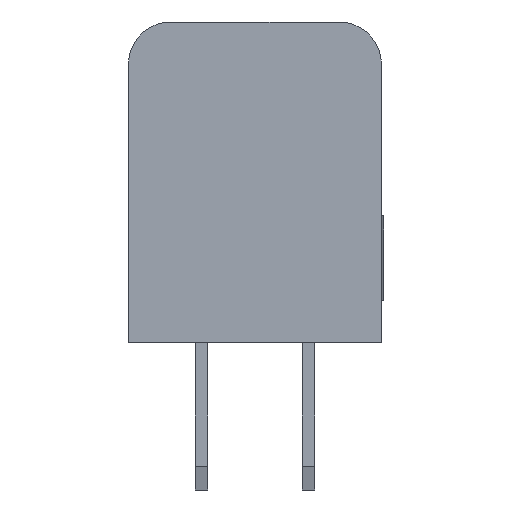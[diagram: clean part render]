
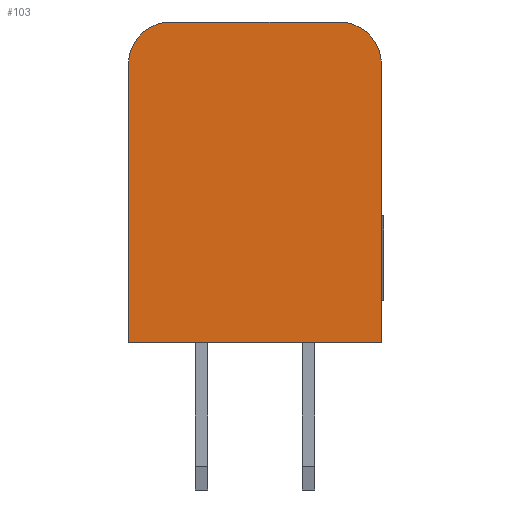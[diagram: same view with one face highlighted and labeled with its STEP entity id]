
A CAD part, left-side view. The second image highlights one B-rep face of the part: STEP entity #103.
In plain terms, the highlighted planar face has unit normal (-1, 0, 0).
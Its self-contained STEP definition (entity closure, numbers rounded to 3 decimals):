
#103=ADVANCED_FACE('',(#2149),#2151,.T.);
#2149=FACE_BOUND('',#2150,.T.);
#2150=EDGE_LOOP('',(#3808,#3809,#3810,#3811,#3812,#3813));
#2151=PLANE('',#2152);
#2152=AXIS2_PLACEMENT_3D('',#2153,#2154,#2155);
#2153=CARTESIAN_POINT('',(-3.82,0.,0.));
#2154=DIRECTION('',(-1.,0.,0.));
#2155=DIRECTION('',(0.,0.,1.));
#3808=ORIENTED_EDGE('',*,*,#4971,.F.);
#3809=ORIENTED_EDGE('',*,*,#4972,.T.);
#3810=ORIENTED_EDGE('',*,*,#4973,.T.);
#3811=ORIENTED_EDGE('',*,*,#4943,.T.);
#3812=ORIENTED_EDGE('',*,*,#4970,.F.);
#3813=ORIENTED_EDGE('',*,*,#4974,.T.);
#4943=EDGE_CURVE('',#5530,#5528,#5531,.T.);
#4970=EDGE_CURVE('',#5578,#5528,#5580,.F.);
#4971=EDGE_CURVE('',#5581,#5582,#5583,.F.);
#4972=EDGE_CURVE('',#5581,#5584,#5585,.T.);
#4973=EDGE_CURVE('',#5584,#5530,#5586,.T.);
#4974=EDGE_CURVE('',#5578,#5582,#5587,.T.);
#5528=VERTEX_POINT('',#6503);
#5530=VERTEX_POINT('',#6507);
#5531=LINE('',#6508,#6509);
#5578=VERTEX_POINT('',#6618);
#5580=CIRCLE('',#6622,1.);
#5581=VERTEX_POINT('',#6626);
#5582=VERTEX_POINT('',#6627);
#5583=CIRCLE('',#6628,1.);
#5584=VERTEX_POINT('',#6632);
#5585=LINE('',#6633,#6634);
#5586=LINE('',#6636,#6637);
#5587=LINE('',#6639,#6640);
#6503=CARTESIAN_POINT('',(-3.82,-1.73,6.6));
#6507=CARTESIAN_POINT('',(-3.82,-1.73,0.));
#6508=CARTESIAN_POINT('',(-3.82,-1.73,0.));
#6509=VECTOR('',#6510,1.);
#6510=DIRECTION('',(0.,0.,1.));
#6618=CARTESIAN_POINT('',(-3.82,-0.73,7.6));
#6622=AXIS2_PLACEMENT_3D('',#6623,#6624,#6625);
#6623=CARTESIAN_POINT('',(-3.82,-0.73,6.6));
#6624=DIRECTION('',(-1.,0.,0.));
#6625=DIRECTION('',(0.,-1.,0.));
#6626=CARTESIAN_POINT('',(-3.82,4.27,6.6));
#6627=CARTESIAN_POINT('',(-3.82,3.27,7.6));
#6628=AXIS2_PLACEMENT_3D('',#6629,#6630,#6631);
#6629=CARTESIAN_POINT('',(-3.82,3.27,6.6));
#6630=DIRECTION('',(-1.,0.,0.));
#6631=DIRECTION('',(0.,0.,1.));
#6632=CARTESIAN_POINT('',(-3.82,4.27,0.));
#6633=CARTESIAN_POINT('',(-3.82,4.27,6.6));
#6634=VECTOR('',#6635,1.);
#6635=DIRECTION('',(0.,0.,-1.));
#6636=CARTESIAN_POINT('',(-3.82,4.27,0.));
#6637=VECTOR('',#6638,1.);
#6638=DIRECTION('',(0.,-1.,0.));
#6639=CARTESIAN_POINT('',(-3.82,-0.73,7.6));
#6640=VECTOR('',#6641,1.);
#6641=DIRECTION('',(0.,1.,0.));
